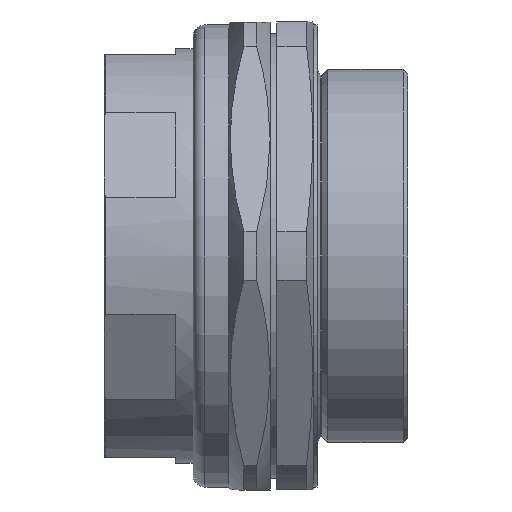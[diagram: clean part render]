
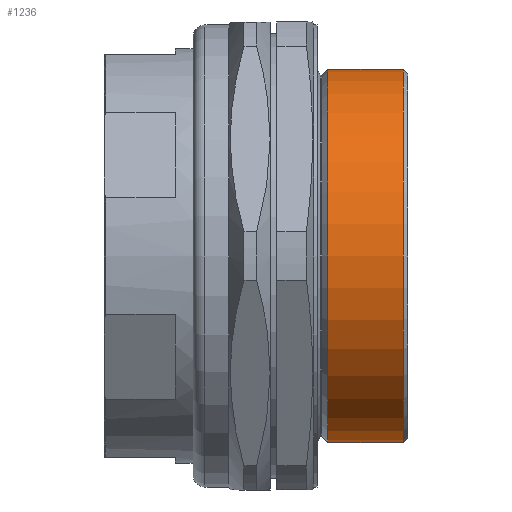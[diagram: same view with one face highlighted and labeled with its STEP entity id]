
A CAD part, front view. The second image highlights one B-rep face of the part: STEP entity #1236.
In plain terms, the highlighted cylindrical face has radius 31.5 mm (diameter 63 mm), a partial arc.
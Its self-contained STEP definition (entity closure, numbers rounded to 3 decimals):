
#107 = CARTESIAN_POINT ( 'NONE',  ( 8., 0., 31.5 ) ) ;
#465 = DIRECTION ( 'NONE',  ( -1., 0., 0. ) ) ;
#505 = ORIENTED_EDGE ( 'NONE', *, *, #1887, .T. ) ;
#518 = ORIENTED_EDGE ( 'NONE', *, *, #1266, .F. ) ;
#539 = VECTOR ( 'NONE', #2689, 1000. ) ;
#629 = ORIENTED_EDGE ( 'NONE', *, *, #1970, .T. ) ;
#667 = DIRECTION ( 'NONE',  ( 0., 0., 1. ) ) ;
#706 = CIRCLE ( 'NONE', #1152, 31.5 ) ;
#764 = VERTEX_POINT ( 'NONE', #3218 ) ;
#832 = CARTESIAN_POINT ( 'NONE',  ( 8., 0., -31.5 ) ) ;
#840 = DIRECTION ( 'NONE',  ( 1., 0., 0. ) ) ;
#868 = ORIENTED_EDGE ( 'NONE', *, *, #2876, .F. ) ;
#1099 = VERTEX_POINT ( 'NONE', #2678 ) ;
#1152 = AXIS2_PLACEMENT_3D ( 'NONE', #1851, #465, #1798 ) ;
#1227 = LINE ( 'NONE', #107, #3470 ) ;
#1236 = ADVANCED_FACE ( 'NONE', ( #1910 ), #3314, .T. ) ;
#1266 = EDGE_CURVE ( 'NONE', #1791, #764, #2123, .T. ) ;
#1305 = EDGE_LOOP ( 'NONE', ( #868, #518, #629, #505 ) ) ;
#1349 = CARTESIAN_POINT ( 'NONE',  ( 8., 0., 0. ) ) ;
#1434 = DIRECTION ( 'NONE',  ( -1., 0., 0. ) ) ;
#1643 = LINE ( 'NONE', #832, #539 ) ;
#1791 = VERTEX_POINT ( 'NONE', #2794 ) ;
#1798 = DIRECTION ( 'NONE',  ( 0., 0., -1. ) ) ;
#1851 = CARTESIAN_POINT ( 'NONE',  ( 29.35, 0., 0. ) ) ;
#1887 = EDGE_CURVE ( 'NONE', #3229, #1099, #706, .T. ) ;
#1910 = FACE_OUTER_BOUND ( 'NONE', #1305, .T. ) ;
#1970 = EDGE_CURVE ( 'NONE', #1791, #3229, #1643, .T. ) ;
#2060 = AXIS2_PLACEMENT_3D ( 'NONE', #2310, #1434, #667 ) ;
#2069 = AXIS2_PLACEMENT_3D ( 'NONE', #1349, #840, #2430 ) ;
#2123 = CIRCLE ( 'NONE', #2060, 31.5 ) ;
#2310 = CARTESIAN_POINT ( 'NONE',  ( 16.6, 0., 0. ) ) ;
#2349 = CARTESIAN_POINT ( 'NONE',  ( 29.35, 0., -31.5 ) ) ;
#2430 = DIRECTION ( 'NONE',  ( 0., 0., -1. ) ) ;
#2678 = CARTESIAN_POINT ( 'NONE',  ( 29.35, 0., 31.5 ) ) ;
#2689 = DIRECTION ( 'NONE',  ( 1., 0., 0. ) ) ;
#2794 = CARTESIAN_POINT ( 'NONE',  ( 16.6, 0., -31.5 ) ) ;
#2814 = DIRECTION ( 'NONE',  ( 1., 0., 0. ) ) ;
#2876 = EDGE_CURVE ( 'NONE', #764, #1099, #1227, .T. ) ;
#3218 = CARTESIAN_POINT ( 'NONE',  ( 16.6, 0., 31.5 ) ) ;
#3229 = VERTEX_POINT ( 'NONE', #2349 ) ;
#3314 = CYLINDRICAL_SURFACE ( 'NONE', #2069, 31.5 ) ;
#3470 = VECTOR ( 'NONE', #2814, 1000. ) ;
